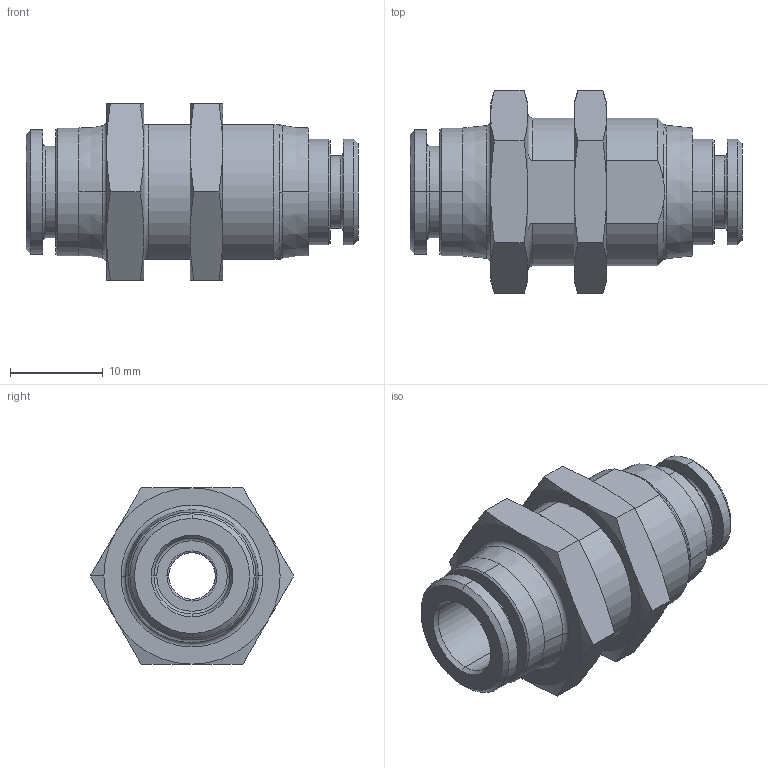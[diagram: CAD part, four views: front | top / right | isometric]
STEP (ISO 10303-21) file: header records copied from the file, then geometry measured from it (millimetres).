
FILE_DESCRIPTION(( 'MXP.27.08.06.stp' ), '1');
FILE_NAME( 'MXP.27.08.06.stp', '2021-02-22T15:44:06',( 'Sopra'),('sopra-pneumatic.com'), 'SwSTEP 2.0','SolidWorks 2009','' );
FILE_SCHEMA(('CONFIG_CONTROL_DESIGN'));
Length unit declared in the file: millimetre
Products named in the file (3): 367711B_959V-8-6FF_OUM; 251705_256M-M16X1; 367711B_959V-8-6FF_ASM
Assembly tree (2 placements, depth 2):
  367711B_959V-8-6FF_ASM
    367711B_959V-8-6FF_OUM
    251705_256M-M16X1
Bounding box: 35.8 x 21.94 x 19 mm (x, y, z)
Volume: 5227.2 mm3; surface area: 3769.4 mm2
Topology: 2 solids, 2 shells, 115 faces, 258 edges, 156 vertices
Faces by surface type: cone 48, plane 27, cylinder 22, torus 18
Entity records: 3460 total; most frequent: CARTESIAN_POINT 814, DIRECTION 573, ORIENTED_EDGE 516, EDGE_CURVE 258, AXIS2_PLACEMENT_3D 254, VERTEX_POINT 156, CIRCLE 134, EDGE_LOOP 128
